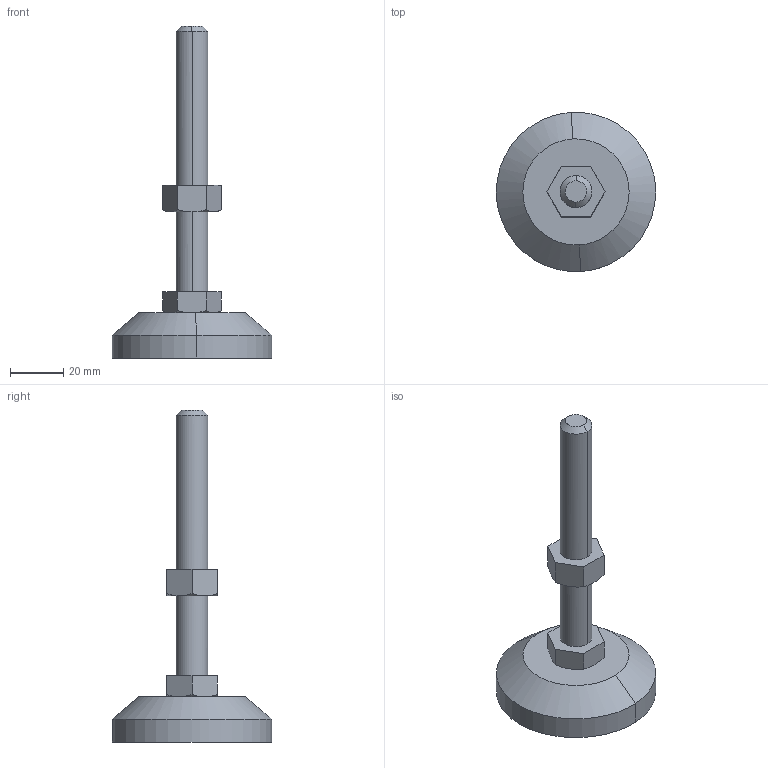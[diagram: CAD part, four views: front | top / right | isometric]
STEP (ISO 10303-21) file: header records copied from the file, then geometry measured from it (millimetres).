
FILE_DESCRIPTION((''),'2;1');
FILE_NAME('','2008-05-01T20:58:23',(''),(''),'','CADfix','');
FILE_SCHEMA(('AUTOMOTIVE_DESIGN { 1 0 10303 214 1 1 1 1 }'));
Length unit declared in the file: millimetre
Bounding box: 60 x 59.89 x 125 mm (x, y, z)
Volume: 47478.2 mm3; surface area: 15570.6 mm2
Topology: 3 solids, 3 shells, 75 faces, 212 edges, 148 vertices
Faces by surface type: bspline 75
Entity records: 2683 total; most frequent: CARTESIAN_POINT 1447, ORIENTED_EDGE 424, EDGE_CURVE 212, VERTEX_POINT 148, QUASI_UNIFORM_CURVE 94, EDGE_LOOP 84, FACE_OUTER_BOUND 75, ADVANCED_FACE 75
